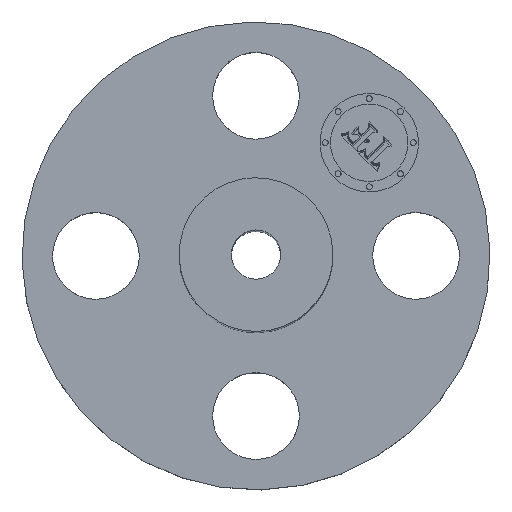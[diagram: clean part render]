
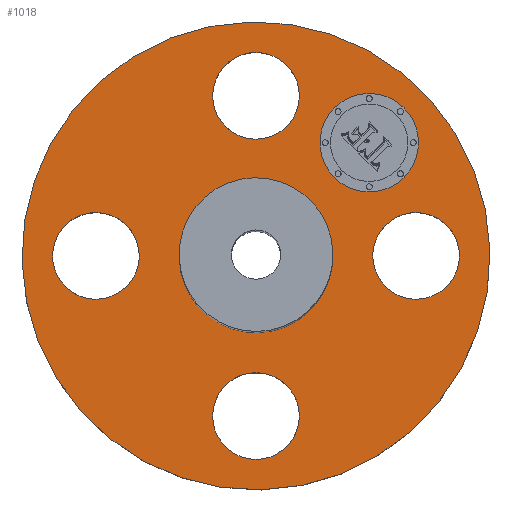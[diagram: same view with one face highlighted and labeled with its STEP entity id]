
A CAD part, top view. The second image highlights one B-rep face of the part: STEP entity #1018.
In plain terms, the highlighted planar face has unit normal (0, 0, 1).
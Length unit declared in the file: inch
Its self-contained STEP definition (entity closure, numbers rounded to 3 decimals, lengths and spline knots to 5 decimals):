
#51=AXIS2_PLACEMENT_3D('Circle Axis2P3D',#49,#50,$) ;
#238=AXIS2_PLACEMENT_3D('Circle Axis2P3D',#236,#237,$) ;
#285=AXIS2_PLACEMENT_3D('Circle Axis2P3D',#283,#284,$) ;
#304=AXIS2_PLACEMENT_3D('Circle Axis2P3D',#302,#303,$) ;
#418=AXIS2_PLACEMENT_3D('Circle Axis2P3D',#416,#417,$) ;
#453=AXIS2_PLACEMENT_3D('Circle Axis2P3D',#451,#452,$) ;
#844=AXIS2_PLACEMENT_3D('Circle Axis2P3D',#842,#843,$) ;
#863=AXIS2_PLACEMENT_3D('Circle Axis2P3D',#861,#862,$) ;
#891=AXIS2_PLACEMENT_3D('Circle Axis2P3D',#889,#890,$) ;
#910=AXIS2_PLACEMENT_3D('Circle Axis2P3D',#908,#909,$) ;
#938=AXIS2_PLACEMENT_3D('Circle Axis2P3D',#936,#937,$) ;
#957=AXIS2_PLACEMENT_3D('Circle Axis2P3D',#955,#956,$) ;
#974=AXIS2_PLACEMENT_3D('Plane Axis2P3D',#971,#972,#973) ;
#1002=AXIS2_PLACEMENT_3D('Circle Axis2P3D',#1000,#1001,$) ;
#1011=AXIS2_PLACEMENT_3D('Circle Axis2P3D',#1009,#1010,$) ;
#44=CARTESIAN_POINT('Vertex',(1.23886,-0.21095,0.88)) ;
#49=CARTESIAN_POINT('Axis2P3D Location',(1.625,0.,0.88)) ;
#53=CARTESIAN_POINT('Vertex',(2.01114,0.21095,0.88)) ;
#236=CARTESIAN_POINT('Axis2P3D Location',(1.625,0.,0.88)) ;
#280=CARTESIAN_POINT('Vertex',(-1.13864,-2.08426,0.88)) ;
#283=CARTESIAN_POINT('Axis2P3D Location',(0.,0.,0.88)) ;
#287=CARTESIAN_POINT('Vertex',(1.13864,2.08426,0.88)) ;
#302=CARTESIAN_POINT('Axis2P3D Location',(0.,0.,0.88)) ;
#416=CARTESIAN_POINT('Axis2P3D Location',(0.,0.,0.88)) ;
#420=CARTESIAN_POINT('Vertex',(0.37395,0.68451,0.88)) ;
#422=CARTESIAN_POINT('Vertex',(-0.37395,-0.68451,0.88)) ;
#451=CARTESIAN_POINT('Axis2P3D Location',(0.,0.,0.88)) ;
#839=CARTESIAN_POINT('Vertex',(-0.21095,-1.23886,0.88)) ;
#842=CARTESIAN_POINT('Axis2P3D Location',(0.,-1.625,0.88)) ;
#846=CARTESIAN_POINT('Vertex',(0.21095,-2.01114,0.88)) ;
#861=CARTESIAN_POINT('Axis2P3D Location',(0.,-1.625,0.88)) ;
#886=CARTESIAN_POINT('Vertex',(-1.23886,0.21095,0.88)) ;
#889=CARTESIAN_POINT('Axis2P3D Location',(-1.625,0.,0.88)) ;
#893=CARTESIAN_POINT('Vertex',(-2.01114,-0.21095,0.88)) ;
#908=CARTESIAN_POINT('Axis2P3D Location',(-1.625,0.,0.88)) ;
#933=CARTESIAN_POINT('Vertex',(0.21095,1.23886,0.88)) ;
#936=CARTESIAN_POINT('Axis2P3D Location',(0.,1.625,0.88)) ;
#940=CARTESIAN_POINT('Vertex',(-0.21095,2.01114,0.88)) ;
#955=CARTESIAN_POINT('Axis2P3D Location',(0.,1.625,0.88)) ;
#971=CARTESIAN_POINT('Axis2P3D Location',(0.,2.375,0.88)) ;
#1000=CARTESIAN_POINT('Axis2P3D Location',(1.14905,1.14905,0.88)) ;
#1004=CARTESIAN_POINT('Vertex',(1.5026,0.7955,0.88)) ;
#1006=CARTESIAN_POINT('Vertex',(0.7955,1.5026,0.88)) ;
#1009=CARTESIAN_POINT('Axis2P3D Location',(1.14905,1.14905,0.88)) ;
#50=DIRECTION('Axis2P3D Direction',(0.,-0.,0.039)) ;
#237=DIRECTION('Axis2P3D Direction',(0.,-0.,0.039)) ;
#284=DIRECTION('Axis2P3D Direction',(0.,0.,-0.039)) ;
#303=DIRECTION('Axis2P3D Direction',(0.,0.,-0.039)) ;
#417=DIRECTION('Axis2P3D Direction',(0.,0.,-0.039)) ;
#452=DIRECTION('Axis2P3D Direction',(0.,0.,-0.039)) ;
#843=DIRECTION('Axis2P3D Direction',(-0.,0.,0.039)) ;
#862=DIRECTION('Axis2P3D Direction',(-0.,0.,0.039)) ;
#890=DIRECTION('Axis2P3D Direction',(0.,0.,0.039)) ;
#909=DIRECTION('Axis2P3D Direction',(0.,0.,0.039)) ;
#937=DIRECTION('Axis2P3D Direction',(0.,0.,0.039)) ;
#956=DIRECTION('Axis2P3D Direction',(0.,0.,0.039)) ;
#972=DIRECTION('Axis2P3D Direction',(0.,0.,-0.039)) ;
#973=DIRECTION('Axis2P3D XDirection',(0.039,0.,0.)) ;
#1001=DIRECTION('Axis2P3D Direction',(0.,0.,-0.039)) ;
#1010=DIRECTION('Axis2P3D Direction',(0.,0.,-0.039)) ;
#977=ORIENTED_EDGE('',*,*,#306,.F.) ;
#978=ORIENTED_EDGE('',*,*,#289,.F.) ;
#981=ORIENTED_EDGE('',*,*,#55,.T.) ;
#982=ORIENTED_EDGE('',*,*,#240,.T.) ;
#985=ORIENTED_EDGE('',*,*,#455,.T.) ;
#986=ORIENTED_EDGE('',*,*,#424,.T.) ;
#989=ORIENTED_EDGE('',*,*,#865,.T.) ;
#990=ORIENTED_EDGE('',*,*,#848,.T.) ;
#993=ORIENTED_EDGE('',*,*,#912,.T.) ;
#994=ORIENTED_EDGE('',*,*,#895,.T.) ;
#997=ORIENTED_EDGE('',*,*,#959,.T.) ;
#998=ORIENTED_EDGE('',*,*,#942,.T.) ;
#1015=ORIENTED_EDGE('',*,*,#1008,.F.) ;
#1016=ORIENTED_EDGE('',*,*,#1013,.F.) ;
#983=FACE_BOUND('',#980,.T.) ;
#987=FACE_BOUND('',#984,.T.) ;
#991=FACE_BOUND('',#988,.T.) ;
#995=FACE_BOUND('',#992,.T.) ;
#999=FACE_BOUND('',#996,.T.) ;
#1017=FACE_BOUND('',#1014,.T.) ;
#1018=ADVANCED_FACE('PartBody',(#979,#983,#987,#991,#995,#999,#1017),#975,.F.) ;
#52=CIRCLE('generated circle',#51,0.44) ;
#239=CIRCLE('generated circle',#238,0.44) ;
#286=CIRCLE('generated circle',#285,2.375) ;
#305=CIRCLE('generated circle',#304,2.375) ;
#419=CIRCLE('generated circle',#418,0.78) ;
#454=CIRCLE('generated circle',#453,0.78) ;
#845=CIRCLE('generated circle',#844,0.44) ;
#864=CIRCLE('generated circle',#863,0.44) ;
#892=CIRCLE('generated circle',#891,0.44) ;
#911=CIRCLE('generated circle',#910,0.44) ;
#939=CIRCLE('generated circle',#938,0.44) ;
#958=CIRCLE('generated circle',#957,0.44) ;
#1003=CIRCLE('generated circle',#1002,0.5) ;
#1012=CIRCLE('generated circle',#1011,0.5) ;
#55=EDGE_CURVE('',#54,#45,#52,.F.) ;
#240=EDGE_CURVE('',#45,#54,#239,.F.) ;
#289=EDGE_CURVE('',#281,#288,#286,.T.) ;
#306=EDGE_CURVE('',#288,#281,#305,.T.) ;
#424=EDGE_CURVE('',#421,#423,#419,.T.) ;
#455=EDGE_CURVE('',#423,#421,#454,.T.) ;
#848=EDGE_CURVE('',#847,#840,#845,.F.) ;
#865=EDGE_CURVE('',#840,#847,#864,.F.) ;
#895=EDGE_CURVE('',#894,#887,#892,.F.) ;
#912=EDGE_CURVE('',#887,#894,#911,.F.) ;
#942=EDGE_CURVE('',#941,#934,#939,.F.) ;
#959=EDGE_CURVE('',#934,#941,#958,.F.) ;
#1008=EDGE_CURVE('',#1005,#1007,#1003,.F.) ;
#1013=EDGE_CURVE('',#1007,#1005,#1012,.F.) ;
#976=EDGE_LOOP('',(#977,#978)) ;
#980=EDGE_LOOP('',(#981,#982)) ;
#984=EDGE_LOOP('',(#985,#986)) ;
#988=EDGE_LOOP('',(#989,#990)) ;
#992=EDGE_LOOP('',(#993,#994)) ;
#996=EDGE_LOOP('',(#997,#998)) ;
#1014=EDGE_LOOP('',(#1015,#1016)) ;
#979=FACE_OUTER_BOUND('',#976,.T.) ;
#975=PLANE('',#974) ;
#45=VERTEX_POINT('',#44) ;
#54=VERTEX_POINT('',#53) ;
#281=VERTEX_POINT('',#280) ;
#288=VERTEX_POINT('',#287) ;
#421=VERTEX_POINT('',#420) ;
#423=VERTEX_POINT('',#422) ;
#840=VERTEX_POINT('',#839) ;
#847=VERTEX_POINT('',#846) ;
#887=VERTEX_POINT('',#886) ;
#894=VERTEX_POINT('',#893) ;
#934=VERTEX_POINT('',#933) ;
#941=VERTEX_POINT('',#940) ;
#1005=VERTEX_POINT('',#1004) ;
#1007=VERTEX_POINT('',#1006) ;
